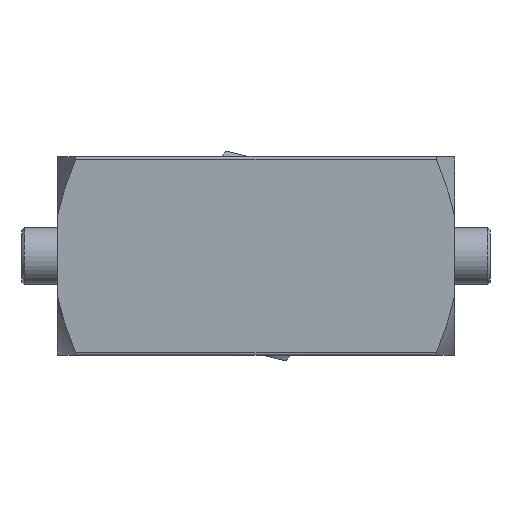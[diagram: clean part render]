
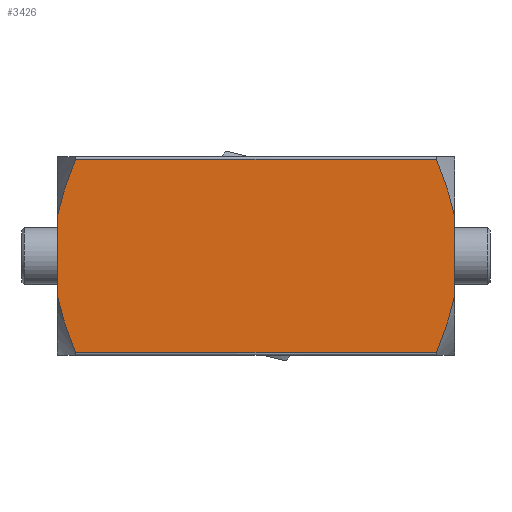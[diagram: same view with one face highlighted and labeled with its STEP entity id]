
A CAD part, front view. The second image highlights one B-rep face of the part: STEP entity #3426.
In plain terms, the highlighted planar face has unit normal (0, -1, 0).
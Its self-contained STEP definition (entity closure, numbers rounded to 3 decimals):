
#37=(
BOUNDED_CURVE()
B_SPLINE_CURVE(2,(#4681,#4682,#4683),.UNSPECIFIED.,.F.,.F.)
B_SPLINE_CURVE_WITH_KNOTS((3,3),(0.,1.259),.UNSPECIFIED.)
CURVE()
GEOMETRIC_REPRESENTATION_ITEM()
RATIONAL_B_SPLINE_CURVE((1.,1.028,1.002))
REPRESENTATION_ITEM('')
);
#39=(
BOUNDED_CURVE()
B_SPLINE_CURVE(2,(#4691,#4692,#4693),.UNSPECIFIED.,.F.,.F.)
B_SPLINE_CURVE_WITH_KNOTS((3,3),(0.045,1.304),
 .UNSPECIFIED.)
CURVE()
GEOMETRIC_REPRESENTATION_ITEM()
RATIONAL_B_SPLINE_CURVE((1.002,1.028,1.))
REPRESENTATION_ITEM('')
);
#40=(
BOUNDED_CURVE()
B_SPLINE_CURVE(2,(#4697,#4698,#4699),.UNSPECIFIED.,.F.,.F.)
B_SPLINE_CURVE_WITH_KNOTS((3,3),(0.,1.259),.UNSPECIFIED.)
CURVE()
GEOMETRIC_REPRESENTATION_ITEM()
RATIONAL_B_SPLINE_CURVE((1.,1.028,1.002))
REPRESENTATION_ITEM('')
);
#41=(
BOUNDED_CURVE()
B_SPLINE_CURVE(2,(#4703,#4704,#4705),.UNSPECIFIED.,.F.,.F.)
B_SPLINE_CURVE_WITH_KNOTS((3,3),(0.045,1.304),
 .UNSPECIFIED.)
CURVE()
GEOMETRIC_REPRESENTATION_ITEM()
RATIONAL_B_SPLINE_CURVE((1.002,1.028,1.))
REPRESENTATION_ITEM('')
);
#221=PLANE('',#3647);
#330=LINE('',#4678,#627);
#331=LINE('',#4695,#628);
#332=LINE('',#4701,#629);
#333=LINE('',#4706,#630);
#627=VECTOR('',#3893,10.);
#628=VECTOR('',#3900,10.);
#629=VECTOR('',#3901,10.);
#630=VECTOR('',#3902,10.);
#956=FACE_OUTER_BOUND('',#1148,.T.);
#1148=EDGE_LOOP('',(#2262,#2263,#2264,#2265,#2266,#2267,#2268,#2269));
#1427=VERTEX_POINT('',#4653);
#1430=VERTEX_POINT('',#4667);
#1431=VERTEX_POINT('',#4680);
#1433=VERTEX_POINT('',#4690);
#1434=VERTEX_POINT('',#4694);
#1435=VERTEX_POINT('',#4696);
#1436=VERTEX_POINT('',#4700);
#1437=VERTEX_POINT('',#4702);
#1759=EDGE_CURVE('',#1430,#1427,#330,.T.);
#1760=EDGE_CURVE('',#1431,#1427,#37,.T.);
#1763=EDGE_CURVE('',#1430,#1433,#39,.T.);
#1764=EDGE_CURVE('',#1433,#1434,#331,.T.);
#1765=EDGE_CURVE('',#1434,#1435,#40,.T.);
#1766=EDGE_CURVE('',#1436,#1435,#332,.T.);
#1767=EDGE_CURVE('',#1436,#1437,#41,.T.);
#1768=EDGE_CURVE('',#1431,#1437,#333,.T.);
#2262=ORIENTED_EDGE('',*,*,#1759,.F.);
#2263=ORIENTED_EDGE('',*,*,#1763,.T.);
#2264=ORIENTED_EDGE('',*,*,#1764,.T.);
#2265=ORIENTED_EDGE('',*,*,#1765,.T.);
#2266=ORIENTED_EDGE('',*,*,#1766,.F.);
#2267=ORIENTED_EDGE('',*,*,#1767,.T.);
#2268=ORIENTED_EDGE('',*,*,#1768,.F.);
#2269=ORIENTED_EDGE('',*,*,#1760,.T.);
#3426=ADVANCED_FACE('',(#956),#221,.T.);
#3647=AXIS2_PLACEMENT_3D('',#4689,#3898,#3899);
#3893=DIRECTION('',(1.,0.,0.));
#3898=DIRECTION('center_axis',(0.,-1.,0.));
#3899=DIRECTION('ref_axis',(0.,0.,-1.));
#3900=DIRECTION('',(0.,0.,-1.));
#3901=DIRECTION('',(-1.,0.,0.));
#3902=DIRECTION('',(0.,0.,-1.));
#4653=CARTESIAN_POINT('',(80.161,-21.,20.5));
#4667=CARTESIAN_POINT('',(3.839,-21.,20.5));
#4678=CARTESIAN_POINT('',(0.,-21.,20.5));
#4680=CARTESIAN_POINT('',(84.,-21.,8.615));
#4681=CARTESIAN_POINT('Ctrl Pts',(84.,-21.,8.615));
#4682=CARTESIAN_POINT('Ctrl Pts',(82.864,-21.,13.798));
#4683=CARTESIAN_POINT('Ctrl Pts',(80.161,-21.,20.5));
#4689=CARTESIAN_POINT('Origin',(0.,-21.,21.));
#4690=CARTESIAN_POINT('',(0.,-21.,8.615));
#4691=CARTESIAN_POINT('Ctrl Pts',(3.839,-21.,20.5));
#4692=CARTESIAN_POINT('Ctrl Pts',(1.136,-21.,13.798));
#4693=CARTESIAN_POINT('Ctrl Pts',(0.,-21.,8.615));
#4694=CARTESIAN_POINT('',(0.,-21.,-8.615));
#4695=CARTESIAN_POINT('',(0.,-21.,21.));
#4696=CARTESIAN_POINT('',(3.839,-21.,-20.5));
#4697=CARTESIAN_POINT('Ctrl Pts',(0.,-21.,-8.615));
#4698=CARTESIAN_POINT('Ctrl Pts',(1.136,-21.,-13.798));
#4699=CARTESIAN_POINT('Ctrl Pts',(3.839,-21.,-20.5));
#4700=CARTESIAN_POINT('',(80.161,-21.,-20.5));
#4701=CARTESIAN_POINT('',(0.,-21.,-20.5));
#4702=CARTESIAN_POINT('',(84.,-21.,-8.615));
#4703=CARTESIAN_POINT('Ctrl Pts',(80.161,-21.,-20.5));
#4704=CARTESIAN_POINT('Ctrl Pts',(82.864,-21.,-13.798));
#4705=CARTESIAN_POINT('Ctrl Pts',(84.,-21.,-8.615));
#4706=CARTESIAN_POINT('',(84.,-21.,21.));
